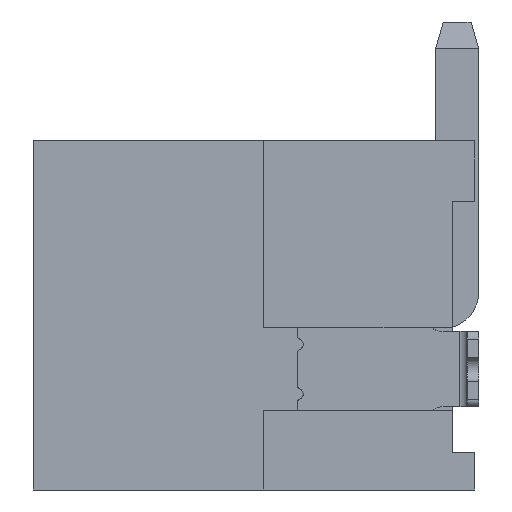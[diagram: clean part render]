
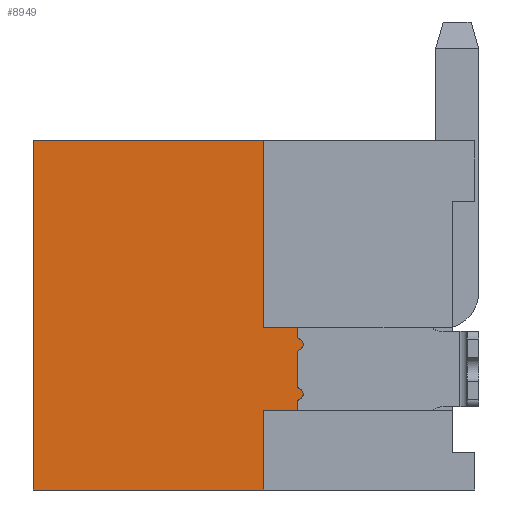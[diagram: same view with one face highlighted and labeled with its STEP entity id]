
A CAD part, left-side view. The second image highlights one B-rep face of the part: STEP entity #8949.
In plain terms, the highlighted planar face has unit normal (-1, 0, 0).
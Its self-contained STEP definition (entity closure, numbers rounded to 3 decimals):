
#2876=CARTESIAN_POINT('',(-12.86,4.6,-2.079));
#2877=DIRECTION('',(-1.,0.,0.));
#2878=DIRECTION('',(0.,1.,0.));
#2879=AXIS2_PLACEMENT_3D('',#2876,#2877,#2878);
#2881=CARTESIAN_POINT('',(-12.86,4.7,-2.308));
#2882=DIRECTION('',(-1.,0.,0.));
#2883=DIRECTION('',(0.,-0.4,-0.917));
#2884=AXIS2_PLACEMENT_3D('',#2881,#2882,#2883);
#2886=CARTESIAN_POINT('',(-12.86,4.6,-2.538));
#2887=DIRECTION('',(1.,0.,0.));
#2888=DIRECTION('',(0.,1.,0.));
#2889=AXIS2_PLACEMENT_3D('',#2886,#2887,#2888);
#2891=DIRECTION('',(0.,0.,-1.));
#2892=VECTOR('',#2891,0.562);
#2893=CARTESIAN_POINT('',(-12.86,4.7,-2.538));
#2894=LINE('',#2893,#2892);
#2895=DIRECTION('',(0.,0.707,-0.707));
#2896=VECTOR('',#2895,0.141);
#2897=CARTESIAN_POINT('',(-12.86,5.5,-3.1));
#2898=LINE('',#2897,#2896);
#2899=DIRECTION('',(0.,1.,0.));
#2900=VECTOR('',#2899,6.1);
#2901=CARTESIAN_POINT('',(-12.86,5.6,-4.85));
#2902=LINE('',#2901,#2900);
#2903=DIRECTION('',(0.,0.,1.));
#2904=VECTOR('',#2903,9.25);
#2905=CARTESIAN_POINT('',(-12.86,11.7,-4.85));
#2906=LINE('',#2905,#2904);
#2907=DIRECTION('',(0.,-1.,0.));
#2908=VECTOR('',#2907,6.1);
#2909=CARTESIAN_POINT('',(-12.86,11.7,4.4));
#2910=LINE('',#2909,#2908);
#2911=DIRECTION('',(0.,-0.707,-0.707));
#2912=VECTOR('',#2911,0.141);
#2913=CARTESIAN_POINT('',(-12.86,5.6,-0.1));
#2914=LINE('',#2913,#2912);
#2915=DIRECTION('',(0.,0.,-1.));
#2916=VECTOR('',#2915,0.562);
#2917=CARTESIAN_POINT('',(-12.86,4.7,-0.2));
#2918=LINE('',#2917,#2916);
#2919=CARTESIAN_POINT('',(-12.86,4.6,-0.762));
#2920=DIRECTION('',(-1.,0.,0.));
#2921=DIRECTION('',(0.,1.,0.));
#2922=AXIS2_PLACEMENT_3D('',#2919,#2920,#2921);
#2924=CARTESIAN_POINT('',(-12.86,4.7,-0.992));
#2925=DIRECTION('',(-1.,0.,0.));
#2926=DIRECTION('',(0.,-0.4,-0.917));
#2927=AXIS2_PLACEMENT_3D('',#2924,#2925,#2926);
#2929=CARTESIAN_POINT('',(-12.86,4.6,-1.221));
#2930=DIRECTION('',(1.,0.,0.));
#2931=DIRECTION('',(0.,1.,0.));
#2932=AXIS2_PLACEMENT_3D('',#2929,#2930,#2931);
#2934=DIRECTION('',(0.,0.,-1.));
#2935=VECTOR('',#2934,0.858);
#2936=CARTESIAN_POINT('',(-12.86,4.7,-1.221));
#2937=LINE('',#2936,#2935);
#3167=DIRECTION('',(0.,-1.,0.));
#3168=VECTOR('',#3167,0.8);
#3169=CARTESIAN_POINT('',(-12.86,5.5,-3.1));
#3170=LINE('',#3169,#3168);
#3272=DIRECTION('',(0.,1.,0.));
#3273=VECTOR('',#3272,0.8);
#3274=CARTESIAN_POINT('',(-12.86,4.7,-0.2));
#3275=LINE('',#3274,#3273);
#3353=DIRECTION('',(0.,0.,1.));
#3354=VECTOR('',#3353,4.5);
#3355=CARTESIAN_POINT('',(-12.86,5.6,-0.1));
#3356=LINE('',#3355,#3354);
#3393=DIRECTION('',(0.,0.,1.));
#3394=VECTOR('',#3393,1.65);
#3395=CARTESIAN_POINT('',(-12.86,5.6,-4.85));
#3396=LINE('',#3395,#3394);
#4207=CARTESIAN_POINT('',(-12.86,11.7,-4.85));
#4208=VERTEX_POINT('',#4207);
#4209=CARTESIAN_POINT('',(-12.86,5.6,-4.85));
#4210=VERTEX_POINT('',#4209);
#4251=CARTESIAN_POINT('',(-12.86,5.6,4.4));
#4252=VERTEX_POINT('',#4251);
#4253=CARTESIAN_POINT('',(-12.86,11.7,4.4));
#4254=VERTEX_POINT('',#4253);
#4317=CARTESIAN_POINT('',(-12.86,5.6,-0.1));
#4318=CARTESIAN_POINT('',(-12.86,5.5,-0.2));
#4319=VERTEX_POINT('',#4317);
#4320=VERTEX_POINT('',#4318);
#4321=CARTESIAN_POINT('',(-12.86,5.6,-3.2));
#4322=VERTEX_POINT('',#4321);
#4323=CARTESIAN_POINT('',(-12.86,5.5,-3.1));
#4324=VERTEX_POINT('',#4323);
#4425=CARTESIAN_POINT('',(-12.86,4.7,-2.079));
#4426=CARTESIAN_POINT('',(-12.86,4.64,-2.171));
#4427=VERTEX_POINT('',#4425);
#4428=VERTEX_POINT('',#4426);
#4429=CARTESIAN_POINT('',(-12.86,4.7,-1.221));
#4430=VERTEX_POINT('',#4429);
#4431=CARTESIAN_POINT('',(-12.86,4.64,-1.129));
#4432=VERTEX_POINT('',#4431);
#4433=CARTESIAN_POINT('',(-12.86,4.64,-0.854));
#4434=VERTEX_POINT('',#4433);
#4435=CARTESIAN_POINT('',(-12.86,4.7,-0.762));
#4436=VERTEX_POINT('',#4435);
#4437=CARTESIAN_POINT('',(-12.86,4.7,-0.2));
#4438=VERTEX_POINT('',#4437);
#4447=CARTESIAN_POINT('',(-12.86,4.7,-2.538));
#4448=CARTESIAN_POINT('',(-12.86,4.7,-3.1));
#4449=VERTEX_POINT('',#4447);
#4450=VERTEX_POINT('',#4448);
#4451=CARTESIAN_POINT('',(-12.86,4.64,-2.446));
#4452=VERTEX_POINT('',#4451);
#8909=CARTESIAN_POINT('',(-12.86,6.15,-0.225));
#8910=DIRECTION('',(1.,0.,0.));
#8911=DIRECTION('',(0.,1.,0.));
#8912=AXIS2_PLACEMENT_3D('',#8909,#8910,#8911);
#8913=PLANE('',#8912);
#8915=ORIENTED_EDGE('',*,*,#8914,.T.);
#8917=ORIENTED_EDGE('',*,*,#8916,.F.);
#8919=ORIENTED_EDGE('',*,*,#8918,.F.);
#8921=ORIENTED_EDGE('',*,*,#8920,.T.);
#8923=ORIENTED_EDGE('',*,*,#8922,.F.);
#8925=ORIENTED_EDGE('',*,*,#8924,.T.);
#8927=ORIENTED_EDGE('',*,*,#8926,.F.);
#8928=ORIENTED_EDGE('',*,*,#5421,.T.);
#8929=ORIENTED_EDGE('',*,*,#5682,.T.);
#8930=ORIENTED_EDGE('',*,*,#8766,.T.);
#8932=ORIENTED_EDGE('',*,*,#8931,.F.);
#8934=ORIENTED_EDGE('',*,*,#8933,.T.);
#8936=ORIENTED_EDGE('',*,*,#8935,.F.);
#8938=ORIENTED_EDGE('',*,*,#8937,.T.);
#8940=ORIENTED_EDGE('',*,*,#8939,.T.);
#8942=ORIENTED_EDGE('',*,*,#8941,.F.);
#8944=ORIENTED_EDGE('',*,*,#8943,.F.);
#8946=ORIENTED_EDGE('',*,*,#8945,.T.);
#8947=EDGE_LOOP('',(#8915,#8917,#8919,#8921,#8923,#8925,#8927,#8928,#8929,#8930,
#8932,#8934,#8936,#8938,#8940,#8942,#8944,#8946));
#8948=FACE_OUTER_BOUND('',#8947,.F.);
#2880=CIRCLE('',#2879,0.1);
#2885=CIRCLE('',#2884,0.15);
#2890=CIRCLE('',#2889,0.1);
#2923=CIRCLE('',#2922,0.1);
#2928=CIRCLE('',#2927,0.15);
#2933=CIRCLE('',#2932,0.1);
#5421=EDGE_CURVE('',#4210,#4208,#2902,.T.);
#5682=EDGE_CURVE('',#4208,#4254,#2906,.T.);
#8766=EDGE_CURVE('',#4254,#4252,#2910,.T.);
#8914=EDGE_CURVE('',#4427,#4428,#2880,.T.);
#8916=EDGE_CURVE('',#4452,#4428,#2885,.T.);
#8918=EDGE_CURVE('',#4449,#4452,#2890,.T.);
#8920=EDGE_CURVE('',#4449,#4450,#2894,.T.);
#8922=EDGE_CURVE('',#4324,#4450,#3170,.T.);
#8924=EDGE_CURVE('',#4324,#4322,#2898,.T.);
#8926=EDGE_CURVE('',#4210,#4322,#3396,.T.);
#8931=EDGE_CURVE('',#4319,#4252,#3356,.T.);
#8933=EDGE_CURVE('',#4319,#4320,#2914,.T.);
#8935=EDGE_CURVE('',#4438,#4320,#3275,.T.);
#8937=EDGE_CURVE('',#4438,#4436,#2918,.T.);
#8939=EDGE_CURVE('',#4436,#4434,#2923,.T.);
#8941=EDGE_CURVE('',#4432,#4434,#2928,.T.);
#8943=EDGE_CURVE('',#4430,#4432,#2933,.T.);
#8945=EDGE_CURVE('',#4430,#4427,#2937,.T.);
#8949=ADVANCED_FACE('',(#8948),#8913,.F.);
